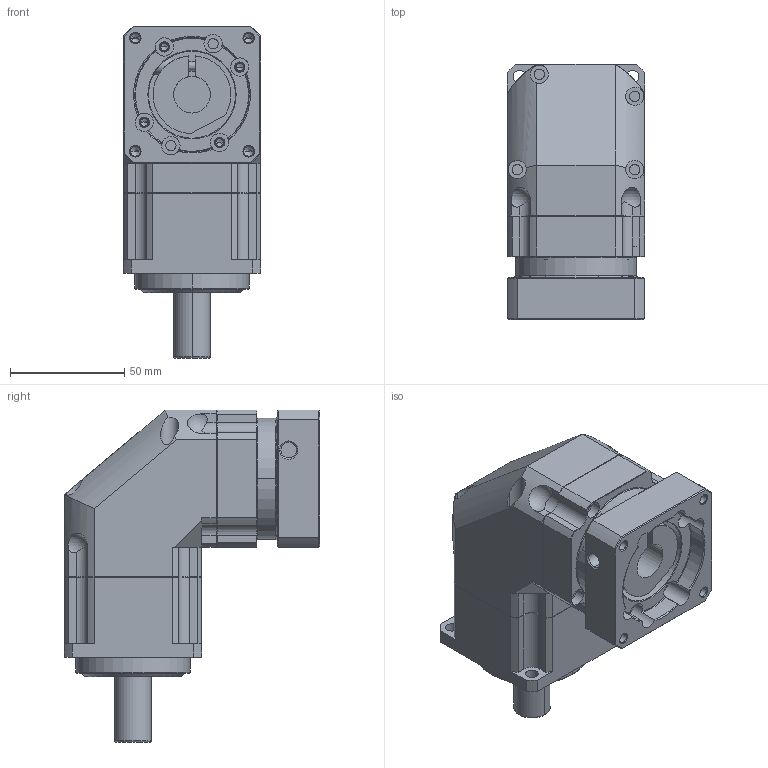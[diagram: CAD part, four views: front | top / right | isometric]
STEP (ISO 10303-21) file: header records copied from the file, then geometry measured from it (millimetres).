
FILE_DESCRIPTION((''),'2;1');
FILE_NAME('ABR0601-P4120403_ASM','2008-02-28T',('d00280'),(''),'PRO/ENGINEER BY PARAMETRIC TECHNOLOGY CORPORATION, 2006170','PRO/ENGINEER BY PARAMETRIC TECHNOLOGY CORPORATION, 2006170','');
FILE_SCHEMA(('CONFIG_CONTROL_DESIGN'));
Length unit declared in the file: millimetre
Products named in the file (5): AB0601; PD020001; PK920001; P4120403; ABR0601-P4120403_ASM
Assembly tree (4 placements, depth 2):
  ABR0601-P4120403_ASM
    AB0601
    PD020001
    PK920001
    P4120403
Bounding box: 60 x 111.5 x 145 mm (x, y, z)
Volume: 339465.1 mm3; surface area: 93421.8 mm2
Topology: 5 solids, 23 shells, 702 faces, 1684 edges, 1018 vertices
Faces by surface type: cylinder 280, plane 186, cone 158, torus 74, sphere 4
Entity records: 21052 total; most frequent: CARTESIAN_POINT 4310, DIRECTION 3793, ORIENTED_EDGE 3228, EDGE_CURVE 1652, AXIS2_PLACEMENT_3D 1563, VERTEX_POINT 1018, CIRCLE 844, EDGE_LOOP 806
